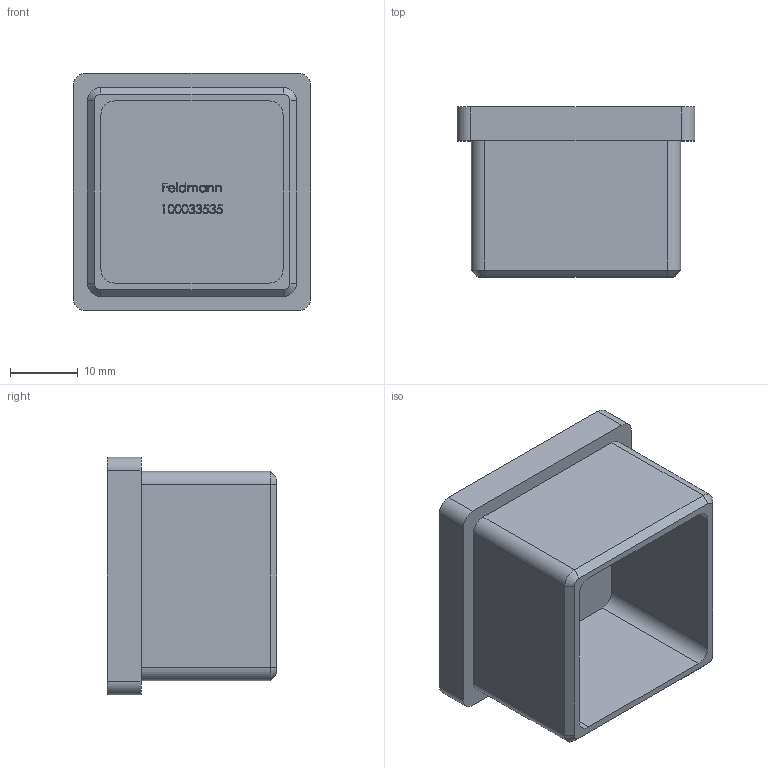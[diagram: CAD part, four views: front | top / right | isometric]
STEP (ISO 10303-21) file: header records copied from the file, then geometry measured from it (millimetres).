
FILE_DESCRIPTION (( 'STEP AP203' ), '1' );
FILE_NAME ('100033535.step', '2018-12-19T09:26:00', ( '' ), ( '' ), 'SwSTEP 2.0', 'SolidWorks 2015', '' );
FILE_SCHEMA (( 'CONFIG_CONTROL_DESIGN' ));
Length unit declared in the file: millimetre
Products named in the file (1): 100033535
Bounding box: 35 x 25 x 35 mm (x, y, z)
Volume: 10656.4 mm3; surface area: 7535.3 mm2
Topology: 1 solids, 1 shells, 273 faces, 730 edges, 484 vertices
Faces by surface type: bspline 133, plane 124, cylinder 12, cone 4
Entity records: 15891 total; most frequent: CARTESIAN_POINT 9885, ORIENTED_EDGE 1460, DIRECTION 774, EDGE_CURVE 730, VERTEX_POINT 484, LINE 436, VECTOR 436, EDGE_LOOP 298
